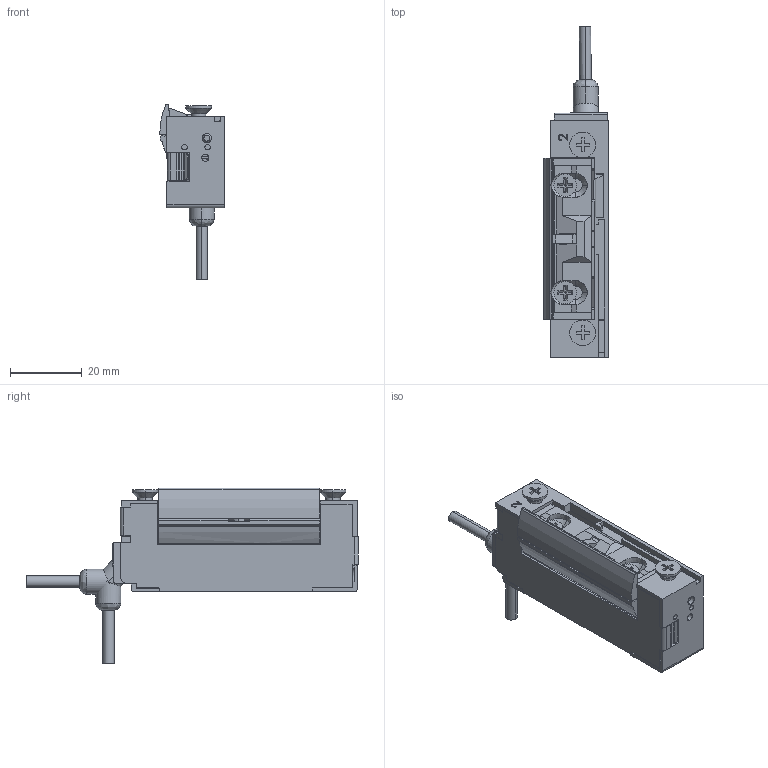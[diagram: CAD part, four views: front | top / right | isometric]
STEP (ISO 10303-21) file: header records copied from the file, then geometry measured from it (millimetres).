
FILE_DESCRIPTION (( 'STEP AP214' ), '1' );
FILE_NAME ('SEIP2.step', '2025-03-31T08:47:44', ( '' ), ( '' ), 'SwSTEP 2.0', 'SolidWorks 2024', '' );
FILE_SCHEMA (( 'AUTOMOTIVE_DESIGN' ));
Length unit declared in the file: millimetre
Products named in the file (1): SEIP2
Bounding box: 18.01 x 92.76 x 49.17 mm (x, y, z)
Volume: 12985.9 mm3; surface area: 19281 mm2
Topology: 17 solids, 17 shells, 996 faces, 2653 edges, 1694 vertices
Faces by surface type: plane 605, cylinder 274, cone 87, bspline 30
Entity records: 33079 total; most frequent: CARTESIAN_POINT 8582, ORIENTED_EDGE 5298, DIRECTION 4780, EDGE_CURVE 2649, VECTOR 1768, LINE 1768, VERTEX_POINT 1694, AXIS2_PLACEMENT_3D 1506
